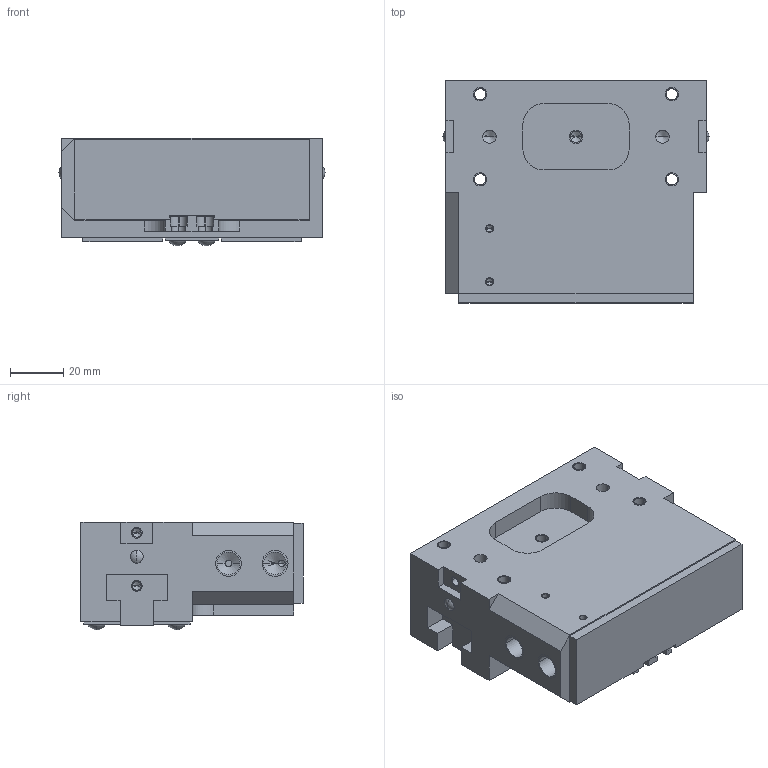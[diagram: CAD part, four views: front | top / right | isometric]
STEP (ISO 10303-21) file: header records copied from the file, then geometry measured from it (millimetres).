
FILE_DESCRIPTION((''),'2;1');
FILE_NAME('QPG-TECH_208_QT080NBA_ASM','2016-02-11T',('marino.mora'),(''),'PRO/ENGINEER BY PARAMETRIC TECHNOLOGY CORPORATION, 2011310','PRO/ENGINEER BY PARAMETRIC TECHNOLOGY CORPORATION, 2011310','');
FILE_SCHEMA(('CONFIG_CONTROL_DESIGN'));
Length unit declared in the file: millimetre
Products named in the file (4): MODELLO_CORPO_QPG208TECH; MODELLO_GRIFFA_QPG208TECH; INGRASSATORE_LUB; QPG-TECH_208_QT080NBA_ASM
Assembly tree (4 placements, depth 2):
  QPG-TECH_208_QT080NBA_ASM
    MODELLO_CORPO_QPG208TECH
    MODELLO_GRIFFA_QPG208TECH  x2
    INGRASSATORE_LUB
Bounding box: 100 x 83.5 x 40.5 mm (x, y, z)
Volume: 254880.2 mm3; surface area: 53971.4 mm2
Topology: 4 solids, 26 shells, 346 faces, 923 edges, 586 vertices
Faces by surface type: cylinder 142, plane 132, cone 56, sphere 14, torus 2
Entity records: 9564 total; most frequent: CARTESIAN_POINT 1833, DIRECTION 1701, ORIENTED_EDGE 1449, EDGE_CURVE 767, AXIS2_PLACEMENT_3D 646, VERTEX_POINT 515, VECTOR 409, LINE 409
